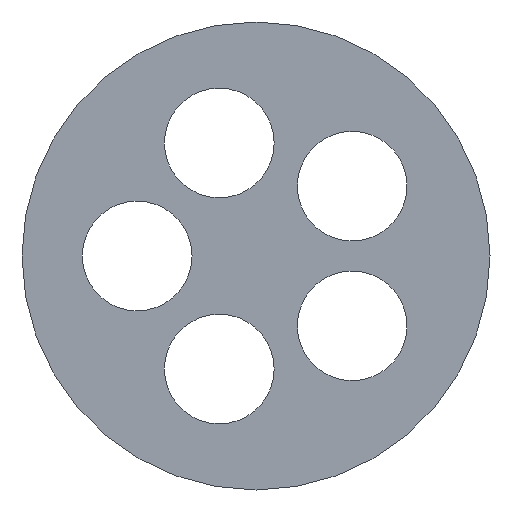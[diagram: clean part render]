
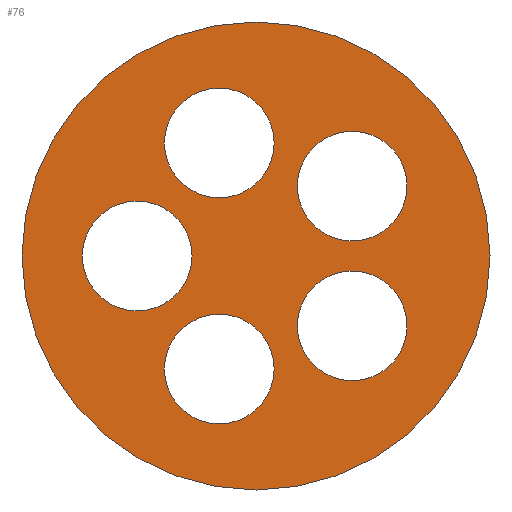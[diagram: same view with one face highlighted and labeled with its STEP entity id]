
A CAD part, left-side view. The second image highlights one B-rep face of the part: STEP entity #76.
In plain terms, the highlighted planar face has unit normal (-1, 0, 0).
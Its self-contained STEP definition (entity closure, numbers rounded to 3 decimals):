
#76 = ADVANCED_FACE( '', ( #172, #173, #174, #175, #176, #177 ), #178, .F. );
#172 = FACE_BOUND( '', #299, .T. );
#173 = FACE_BOUND( '', #300, .T. );
#174 = FACE_BOUND( '', #301, .T. );
#175 = FACE_BOUND( '', #302, .T. );
#176 = FACE_BOUND( '', #303, .T. );
#177 = FACE_OUTER_BOUND( '', #304, .T. );
#178 = PLANE( '', #305 );
#299 = EDGE_LOOP( '', ( #481 ) );
#300 = EDGE_LOOP( '', ( #482 ) );
#301 = EDGE_LOOP( '', ( #483 ) );
#302 = EDGE_LOOP( '', ( #484 ) );
#303 = EDGE_LOOP( '', ( #485 ) );
#304 = EDGE_LOOP( '', ( #486 ) );
#305 = AXIS2_PLACEMENT_3D( '', #487, #488, #489 );
#481 = ORIENTED_EDGE( '', *, *, #750, .T. );
#482 = ORIENTED_EDGE( '', *, *, #751, .T. );
#483 = ORIENTED_EDGE( '', *, *, #741, .T. );
#484 = ORIENTED_EDGE( '', *, *, #752, .T. );
#485 = ORIENTED_EDGE( '', *, *, #753, .T. );
#486 = ORIENTED_EDGE( '', *, *, #754, .F. );
#487 = CARTESIAN_POINT( '', ( 0., 0., 0. ) );
#488 = DIRECTION( '', ( 1., 0., 0. ) );
#489 = DIRECTION( '', ( 0., 0., -1. ) );
#741 = EDGE_CURVE( '', #894, #894, #895, .T. );
#750 = EDGE_CURVE( '', #907, #907, #908, .T. );
#751 = EDGE_CURVE( '', #909, #909, #910, .T. );
#752 = EDGE_CURVE( '', #911, #911, #912, .T. );
#753 = EDGE_CURVE( '', #913, #913, #914, .T. );
#754 = EDGE_CURVE( '', #915, #915, #916, .T. );
#894 = VERTEX_POINT( '', #1097 );
#895 = CIRCLE( '', #1098, 3. );
#907 = VERTEX_POINT( '', #1114 );
#908 = CIRCLE( '', #1115, 3. );
#909 = VERTEX_POINT( '', #1116 );
#910 = CIRCLE( '', #1117, 3. );
#911 = VERTEX_POINT( '', #1118 );
#912 = CIRCLE( '', #1119, 3. );
#913 = VERTEX_POINT( '', #1120 );
#914 = CIRCLE( '', #1121, 3. );
#915 = VERTEX_POINT( '', #1122 );
#916 = CIRCLE( '', #1123, 12.8 );
#1097 = CARTESIAN_POINT( '', ( 0., 6.5, -3. ) );
#1098 = AXIS2_PLACEMENT_3D( '', #1290, #1291, #1292 );
#1114 = CARTESIAN_POINT( '', ( 0., 2.009, 3.182 ) );
#1115 = AXIS2_PLACEMENT_3D( '', #1300, #1301, #1302 );
#1116 = CARTESIAN_POINT( '', ( 0., -5.259, 0.821 ) );
#1117 = AXIS2_PLACEMENT_3D( '', #1303, #1304, #1305 );
#1118 = CARTESIAN_POINT( '', ( 0., -5.259, -6.821 ) );
#1119 = AXIS2_PLACEMENT_3D( '', #1306, #1307, #1308 );
#1120 = CARTESIAN_POINT( '', ( 0., 2.009, -9.182 ) );
#1121 = AXIS2_PLACEMENT_3D( '', #1309, #1310, #1311 );
#1122 = CARTESIAN_POINT( '', ( 0., 0., -12.8 ) );
#1123 = AXIS2_PLACEMENT_3D( '', #1312, #1313, #1314 );
#1290 = CARTESIAN_POINT( '', ( 0., 6.5, 0. ) );
#1291 = DIRECTION( '', ( 1., 0., 0. ) );
#1292 = DIRECTION( '', ( 0., 0., -1. ) );
#1300 = CARTESIAN_POINT( '', ( 0., 2.009, 6.182 ) );
#1301 = DIRECTION( '', ( 1., 0., 0. ) );
#1302 = DIRECTION( '', ( 0., 0., -1. ) );
#1303 = CARTESIAN_POINT( '', ( 0., -5.259, 3.821 ) );
#1304 = DIRECTION( '', ( 1., 0., 0. ) );
#1305 = DIRECTION( '', ( 0., 0., -1. ) );
#1306 = CARTESIAN_POINT( '', ( 0., -5.259, -3.821 ) );
#1307 = DIRECTION( '', ( 1., 0., 0. ) );
#1308 = DIRECTION( '', ( 0., 0., -1. ) );
#1309 = CARTESIAN_POINT( '', ( 0., 2.009, -6.182 ) );
#1310 = DIRECTION( '', ( 1., 0., 0. ) );
#1311 = DIRECTION( '', ( 0., 0., -1. ) );
#1312 = CARTESIAN_POINT( '', ( 0., 0., 0. ) );
#1313 = DIRECTION( '', ( 1., 0., 0. ) );
#1314 = DIRECTION( '', ( 0., 0., -1. ) );
